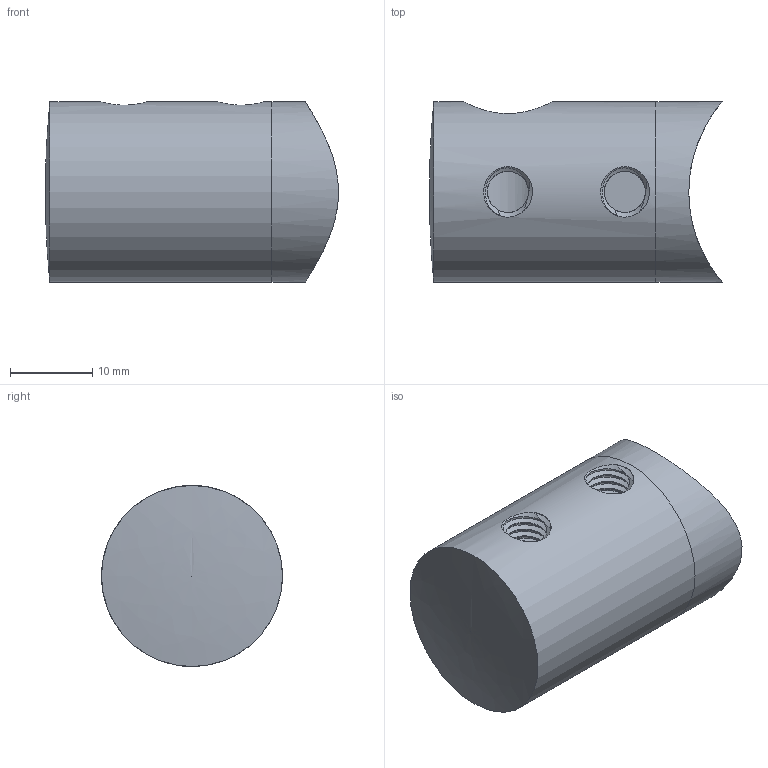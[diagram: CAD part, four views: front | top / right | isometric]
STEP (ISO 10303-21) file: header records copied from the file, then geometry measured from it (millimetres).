
FILE_DESCRIPTION(/* description */ (''),/* implementation_level */ '2;1');
FILE_NAME(/* name */ 'Traversenhalter_X199.stp',/* time_stamp */ '2017-08-11T12:33:28+02:00',/* author */ (''),/* organization */ (''),/* preprocessor_version */ 'ST-DEVELOPER v16',/* originating_system */ 'SIEMENS PLM Software NX 11.0',/* authorisation */ '');
FILE_SCHEMA (('AUTOMOTIVE_DESIGN { 1 0 10303 214 3 1 1 1 }'));
Length unit declared in the file: millimetre
Products named in the file (1): Goge38A47EB9in0v
Bounding box: 35.61 x 22 x 22 mm (x, y, z)
Volume: 10077 mm3; surface area: 4685.4 mm2
Topology: 2 solids, 2 shells, 35 faces, 97 edges, 70 vertices
Faces by surface type: cylinder 17, bspline 12, plane 6
Full cylindrical faces by diameter (mm): 6.5 x1, 11 x1, 12 x1, 22 x2
Entity records: 6561 total; most frequent: CARTESIAN_POINT 5863, ORIENTED_EDGE 146, EDGE_CURVE 73, DIRECTION 72, B_SPLINE_CURVE_WITH_KNOTS 62, VERTEX_POINT 53, EDGE_LOOP 49, ADVANCED_FACE 35
